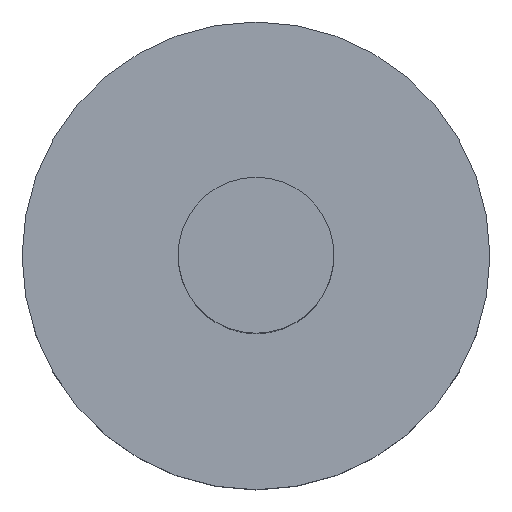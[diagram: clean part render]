
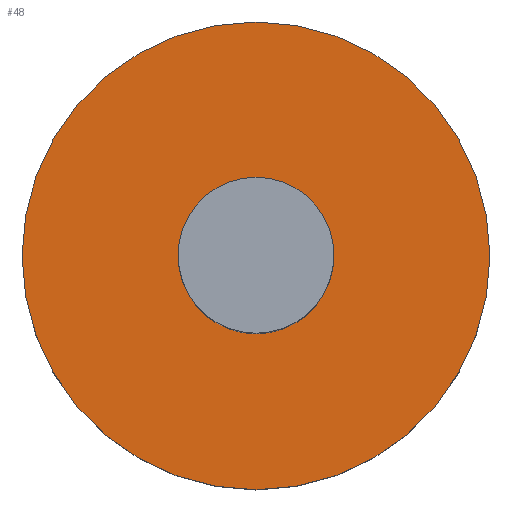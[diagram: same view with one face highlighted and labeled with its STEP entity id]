
A CAD part, top view. The second image highlights one B-rep face of the part: STEP entity #48.
In plain terms, the highlighted planar face has unit normal (0, 0, 1).
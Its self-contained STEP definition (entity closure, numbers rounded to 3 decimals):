
#48=ADVANCED_FACE('',(#54,#56),#58,.T.);
#54=FACE_BOUND('',#55,.T.);
#55=EDGE_LOOP('',(#104));
#56=FACE_BOUND('',#57,.T.);
#57=EDGE_LOOP('',(#105));
#58=PLANE('',#59);
#59=AXIS2_PLACEMENT_3D('',#60,#61,#62);
#60=CARTESIAN_POINT('',(0.,0.,5.));
#61=DIRECTION('',(0.,0.,1.));
#62=DIRECTION('',(-1.,0.,0.));
#104=ORIENTED_EDGE('',*,*,#114,.T.);
#105=ORIENTED_EDGE('',*,*,#115,.F.);
#114=EDGE_CURVE('',#119,#119,#120,.T.);
#115=EDGE_CURVE('',#121,#121,#122,.T.);
#119=VERTEX_POINT('',#129);
#120=CIRCLE('',#130,6.);
#121=VERTEX_POINT('',#134);
#122=CIRCLE('',#135,2.);
#129=CARTESIAN_POINT('',(-6.,0.,5.));
#130=AXIS2_PLACEMENT_3D('',#131,#132,#133);
#131=CARTESIAN_POINT('',(0.,0.,5.));
#132=DIRECTION('',(0.,0.,1.));
#133=DIRECTION('',(-1.,0.,0.));
#134=CARTESIAN_POINT('',(0.,2.,5.));
#135=AXIS2_PLACEMENT_3D('',#136,#137,#138);
#136=CARTESIAN_POINT('',(0.,0.,5.));
#137=DIRECTION('',(0.,0.,1.));
#138=DIRECTION('',(0.,1.,0.));
